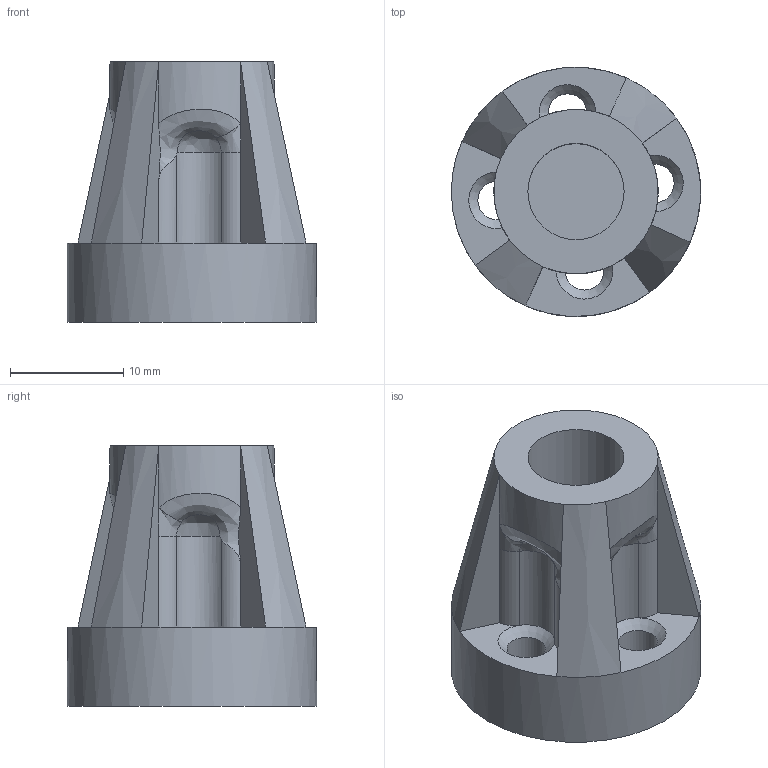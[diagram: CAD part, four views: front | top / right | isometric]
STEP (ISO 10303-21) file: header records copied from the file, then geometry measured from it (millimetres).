
FILE_DESCRIPTION(/* description */ (''),/* implementation_level */ '2;1');
FILE_NAME(/* name */ 'крепление винт.stp',/* time_stamp */ '2024-01-27T13:37:27+03:00',/* author */ ('79651'),/* organization */ (''),/* preprocessor_version */ 'ST-DEVELOPER v18.1',/* originating_system */ 'Autodesk Inventor 2022',/* authorisation */ '');
FILE_SCHEMA (('AUTOMOTIVE_DESIGN { 1 0 10303 214 3 1 1 }'));
Length unit declared in the file: millimetre
Products named in the file (1): крепление винт
Bounding box: 22 x 22 x 23 mm (x, y, z)
Volume: 4210.2 mm3; surface area: 2939.3 mm2
Topology: 1 solids, 1 shells, 57 faces, 138 edges, 80 vertices
Faces by surface type: cylinder 22, plane 15, bspline 12, cone 8
Full cylindrical faces by diameter (mm): 3.4 x4, 8.5 x1, 22 x1
Entity records: 2568 total; most frequent: CARTESIAN_POINT 1231, ORIENTED_EDGE 276, DIRECTION 266, EDGE_CURVE 138, AXIS2_PLACEMENT_3D 106, VERTEX_POINT 80, EDGE_LOOP 62, CIRCLE 60
